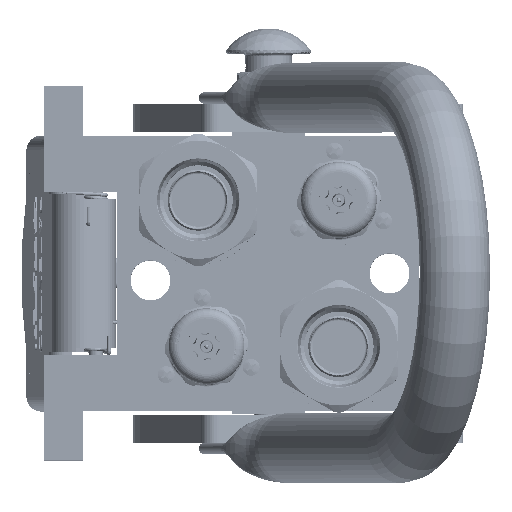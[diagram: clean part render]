
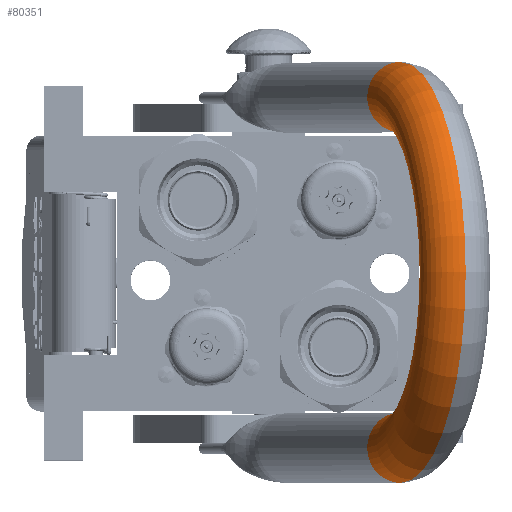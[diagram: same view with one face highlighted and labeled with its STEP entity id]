
A CAD part, top view. The second image highlights one B-rep face of the part: STEP entity #80351.
In plain terms, the highlighted toroidal (fillet/blend) face has major radius 62.25 mm and minor radius 12.5 mm.
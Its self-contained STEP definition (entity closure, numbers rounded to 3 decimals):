
#1357 = EDGE_LOOP ( 'NONE', ( #81414, #64922, #34778, #137757 ) ) ;
#3533 = VERTEX_POINT ( 'NONE', #93745 ) ;
#9456 = CARTESIAN_POINT ( 'NONE',  ( 0., 0., 125.25 ) ) ;
#12155 = EDGE_CURVE ( 'NONE', #124913, #65980, #23914, .T. ) ;
#15438 = EDGE_CURVE ( 'NONE', #90104, #65980, #121873, .T. ) ;
#18744 = DIRECTION ( 'NONE',  ( 0., 0., -1. ) ) ;
#21002 = DIRECTION ( 'NONE',  ( -1., 0., 0. ) ) ;
#23884 = DIRECTION ( 'NONE',  ( 1., 0., 0. ) ) ;
#23914 = CIRCLE ( 'NONE', #83109, 49.75 ) ;
#34216 = AXIS2_PLACEMENT_3D ( 'NONE', #135272, #18744, #66458 ) ;
#34778 = ORIENTED_EDGE ( 'NONE', *, *, #105388, .F. ) ;
#35903 = CARTESIAN_POINT ( 'NONE',  ( -62.25, 0., 125.25 ) ) ;
#35910 = CARTESIAN_POINT ( 'NONE',  ( 0., 0., 125.25 ) ) ;
#44090 = DIRECTION ( 'NONE',  ( 0., 1., 0. ) ) ;
#47896 = CIRCLE ( 'NONE', #70038, 74.75 ) ;
#49217 = DIRECTION ( 'NONE',  ( -1., 0., 0. ) ) ;
#60810 = CARTESIAN_POINT ( 'NONE',  ( 0., 0., 125.25 ) ) ;
#64209 = AXIS2_PLACEMENT_3D ( 'NONE', #35910, #139462, #23884 ) ;
#64922 = ORIENTED_EDGE ( 'NONE', *, *, #15438, .F. ) ;
#65980 = VERTEX_POINT ( 'NONE', #145725 ) ;
#66458 = DIRECTION ( 'NONE',  ( 1., 0., 0. ) ) ;
#67020 = CARTESIAN_POINT ( 'NONE',  ( 74.75, 0., 125.25 ) ) ;
#67514 = AXIS2_PLACEMENT_3D ( 'NONE', #35903, #128351, #137958 ) ;
#68102 = TOROIDAL_SURFACE ( 'NONE', #64209, 62.25, 12.5 ) ;
#70038 = AXIS2_PLACEMENT_3D ( 'NONE', #60810, #117083, #49217 ) ;
#80351 = ADVANCED_FACE ( 'NONE', ( #105822 ), #68102, .T. ) ;
#81414 = ORIENTED_EDGE ( 'NONE', *, *, #12155, .T. ) ;
#83109 = AXIS2_PLACEMENT_3D ( 'NONE', #9456, #44090, #21002 ) ;
#90104 = VERTEX_POINT ( 'NONE', #67020 ) ;
#93745 = CARTESIAN_POINT ( 'NONE',  ( -74.75, 0., 125.25 ) ) ;
#105388 = EDGE_CURVE ( 'NONE', #3533, #90104, #47896, .T. ) ;
#105822 = FACE_OUTER_BOUND ( 'NONE', #1357, .T. ) ;
#116883 = EDGE_CURVE ( 'NONE', #3533, #124913, #121488, .T. ) ;
#117083 = DIRECTION ( 'NONE',  ( 0., 1., 0. ) ) ;
#121488 = CIRCLE ( 'NONE', #67514, 12.5 ) ;
#121873 = CIRCLE ( 'NONE', #34216, 12.5 ) ;
#124913 = VERTEX_POINT ( 'NONE', #141280 ) ;
#128351 = DIRECTION ( 'NONE',  ( 0., 0., 1. ) ) ;
#135272 = CARTESIAN_POINT ( 'NONE',  ( 62.25, 0., 125.25 ) ) ;
#137757 = ORIENTED_EDGE ( 'NONE', *, *, #116883, .T. ) ;
#137958 = DIRECTION ( 'NONE',  ( -1., 0., 0. ) ) ;
#139462 = DIRECTION ( 'NONE',  ( 0., 1., 0. ) ) ;
#141280 = CARTESIAN_POINT ( 'NONE',  ( -49.75, 0., 125.25 ) ) ;
#145725 = CARTESIAN_POINT ( 'NONE',  ( 49.75, 0., 125.25 ) ) ;
